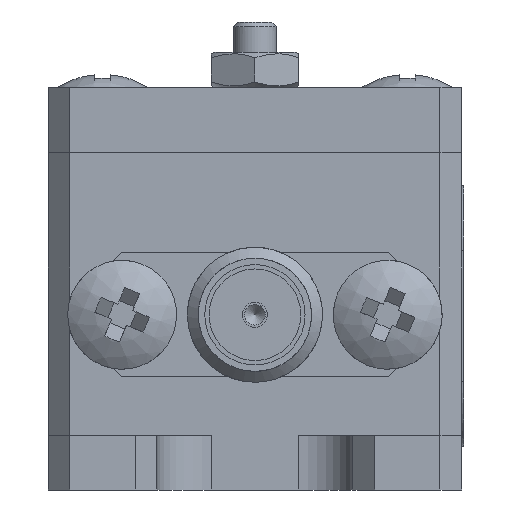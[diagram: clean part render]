
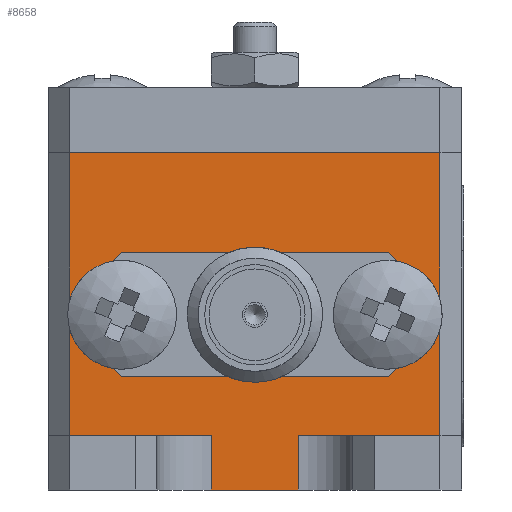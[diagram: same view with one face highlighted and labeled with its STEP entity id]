
A CAD part, left-side view. The second image highlights one B-rep face of the part: STEP entity #8658.
In plain terms, the highlighted planar face has unit normal (-1, 0, 0).
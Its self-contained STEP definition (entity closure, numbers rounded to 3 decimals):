
#8658=ADVANCED_FACE('',(#22640,#22642),#22644,.F.);
#22640=FACE_BOUND('',#22641,.T.);
#22641=EDGE_LOOP('',(#29508,#29509,#29510,#29511,#29512,#29513,#29514,#29515));
#22642=FACE_BOUND('',#22643,.T.);
#22643=EDGE_LOOP('',(#29516,#29517,#29518,#29519,#29520,#29521,#29522,#29523));
#22644=PLANE('',#22645);
#22645=AXIS2_PLACEMENT_3D('',#22646,#22647,#22648);
#22646=CARTESIAN_POINT('',(-33.5,-9.5,2.5));
#22647=DIRECTION('',(1.,-0.,0.));
#22648=DIRECTION('',(0.,0.,-1.));
#29508=ORIENTED_EDGE('',*,*,#33330,.T.);
#29509=ORIENTED_EDGE('',*,*,#33415,.T.);
#29510=ORIENTED_EDGE('',*,*,#33396,.F.);
#29511=ORIENTED_EDGE('',*,*,#33394,.F.);
#29512=ORIENTED_EDGE('',*,*,#33429,.F.);
#29513=ORIENTED_EDGE('',*,*,#33390,.T.);
#29514=ORIENTED_EDGE('',*,*,#33388,.F.);
#29515=ORIENTED_EDGE('',*,*,#33414,.T.);
#29516=ORIENTED_EDGE('',*,*,#33430,.F.);
#29517=ORIENTED_EDGE('',*,*,#33431,.F.);
#29518=ORIENTED_EDGE('',*,*,#33432,.F.);
#29519=ORIENTED_EDGE('',*,*,#33433,.F.);
#29520=ORIENTED_EDGE('',*,*,#33434,.F.);
#29521=ORIENTED_EDGE('',*,*,#33435,.F.);
#29522=ORIENTED_EDGE('',*,*,#33436,.F.);
#29523=ORIENTED_EDGE('',*,*,#33437,.F.);
#33330=EDGE_CURVE('',#37926,#37924,#37927,.T.);
#33388=EDGE_CURVE('',#38027,#38029,#38030,.T.);
#33390=EDGE_CURVE('',#38032,#38029,#38033,.T.);
#33394=EDGE_CURVE('',#38037,#38035,#38039,.T.);
#33396=EDGE_CURVE('',#38035,#38042,#38043,.T.);
#33414=EDGE_CURVE('',#38027,#37926,#38069,.T.);
#33415=EDGE_CURVE('',#37924,#38042,#38070,.T.);
#33429=EDGE_CURVE('',#38032,#38037,#38092,.T.);
#33430=EDGE_CURVE('',#38093,#38094,#38095,.T.);
#33431=EDGE_CURVE('',#38096,#38093,#38097,.T.);
#33432=EDGE_CURVE('',#38098,#38096,#38099,.T.);
#33433=EDGE_CURVE('',#38100,#38098,#38101,.T.);
#33434=EDGE_CURVE('',#38102,#38100,#38103,.T.);
#33435=EDGE_CURVE('',#38104,#38102,#38105,.T.);
#33436=EDGE_CURVE('',#38106,#38104,#38107,.T.);
#33437=EDGE_CURVE('',#38094,#38106,#38108,.T.);
#37924=VERTEX_POINT('',#70016);
#37926=VERTEX_POINT('',#70020);
#37927=LINE('',#70021,#70022);
#38027=VERTEX_POINT('',#70235);
#38029=VERTEX_POINT('',#70239);
#38030=LINE('',#70240,#70241);
#38032=VERTEX_POINT('',#70247);
#38033=LINE('',#70248,#70249);
#38035=VERTEX_POINT('',#70255);
#38037=VERTEX_POINT('',#70260);
#38039=LINE('',#70265,#70266);
#38042=VERTEX_POINT('',#70272);
#38043=LINE('',#70273,#70274);
#38069=LINE('',#70339,#70340);
#38070=LINE('',#70342,#70343);
#38092=LINE('',#70392,#70393);
#38093=VERTEX_POINT('',#70395);
#38094=VERTEX_POINT('',#70396);
#38095=LINE('',#70397,#70398);
#38096=VERTEX_POINT('',#70400);
#38097=LINE('',#70401,#70402);
#38098=VERTEX_POINT('',#70404);
#38099=LINE('',#70405,#70406);
#38100=VERTEX_POINT('',#70408);
#38101=LINE('',#70409,#70410);
#38102=VERTEX_POINT('',#70412);
#38103=LINE('',#70413,#70414);
#38104=VERTEX_POINT('',#70416);
#38105=LINE('',#70417,#70418);
#38106=VERTEX_POINT('',#70420);
#38107=LINE('',#70421,#70422);
#38108=LINE('',#70424,#70425);
#70016=CARTESIAN_POINT('',(-33.5,8.5,15.5));
#70020=CARTESIAN_POINT('',(-33.5,-8.5,15.5));
#70021=CARTESIAN_POINT('',(-33.5,-8.5,15.5));
#70022=VECTOR('',#70023,1.);
#70023=DIRECTION('',(0.,1.,0.));
#70235=CARTESIAN_POINT('',(-33.5,-8.5,2.5));
#70239=CARTESIAN_POINT('',(-33.5,-2.,2.5));
#70240=CARTESIAN_POINT('',(-33.5,-8.5,2.5));
#70241=VECTOR('',#70242,1.);
#70242=DIRECTION('',(0.,1.,0.));
#70247=CARTESIAN_POINT('',(-33.5,-2.,0.));
#70248=CARTESIAN_POINT('',(-33.5,-2.,0.));
#70249=VECTOR('',#70250,1.);
#70250=DIRECTION('',(0.,0.,1.));
#70255=CARTESIAN_POINT('',(-33.5,2.,2.5));
#70260=CARTESIAN_POINT('',(-33.5,2.,0.));
#70265=CARTESIAN_POINT('',(-33.5,2.,0.));
#70266=VECTOR('',#70267,1.);
#70267=DIRECTION('',(0.,0.,1.));
#70272=CARTESIAN_POINT('',(-33.5,8.5,2.5));
#70273=CARTESIAN_POINT('',(-33.5,2.,2.5));
#70274=VECTOR('',#70275,1.);
#70275=DIRECTION('',(0.,1.,0.));
#70339=CARTESIAN_POINT('',(-33.5,-8.5,2.5));
#70340=VECTOR('',#70341,1.);
#70341=DIRECTION('',(0.,0.,1.));
#70342=CARTESIAN_POINT('',(-33.5,8.5,15.5));
#70343=VECTOR('',#70344,1.);
#70344=DIRECTION('',(0.,0.,-1.));
#70392=CARTESIAN_POINT('',(-33.5,-2.,0.));
#70393=VECTOR('',#70394,1.);
#70394=DIRECTION('',(0.,1.,0.));
#70395=CARTESIAN_POINT('',(-33.5,-6.13,5.2));
#70396=CARTESIAN_POINT('',(-33.5,-8.03,7.1));
#70397=CARTESIAN_POINT('',(-33.5,-6.13,5.2));
#70398=VECTOR('',#70399,1.);
#70399=DIRECTION('',(0.,-0.707,0.707));
#70400=CARTESIAN_POINT('',(-33.5,6.13,5.2));
#70401=CARTESIAN_POINT('',(-33.5,6.13,5.2));
#70402=VECTOR('',#70403,1.);
#70403=DIRECTION('',(0.,-1.,0.));
#70404=CARTESIAN_POINT('',(-33.5,8.03,7.1));
#70405=CARTESIAN_POINT('',(-33.5,8.03,7.1));
#70406=VECTOR('',#70407,1.);
#70407=DIRECTION('',(0.,-0.707,-0.707));
#70408=CARTESIAN_POINT('',(-33.5,8.03,9.));
#70409=CARTESIAN_POINT('',(-33.5,8.03,9.));
#70410=VECTOR('',#70411,1.);
#70411=DIRECTION('',(0.,0.,-1.));
#70412=CARTESIAN_POINT('',(-33.5,6.13,10.9));
#70413=CARTESIAN_POINT('',(-33.5,6.13,10.9));
#70414=VECTOR('',#70415,1.);
#70415=DIRECTION('',(0.,0.707,-0.707));
#70416=CARTESIAN_POINT('',(-33.5,-6.13,10.9));
#70417=CARTESIAN_POINT('',(-33.5,-6.13,10.9));
#70418=VECTOR('',#70419,1.);
#70419=DIRECTION('',(0.,1.,0.));
#70420=CARTESIAN_POINT('',(-33.5,-8.03,9.));
#70421=CARTESIAN_POINT('',(-33.5,-8.03,9.));
#70422=VECTOR('',#70423,1.);
#70423=DIRECTION('',(0.,0.707,0.707));
#70424=CARTESIAN_POINT('',(-33.5,-8.03,7.1));
#70425=VECTOR('',#70426,1.);
#70426=DIRECTION('',(0.,0.,1.));
